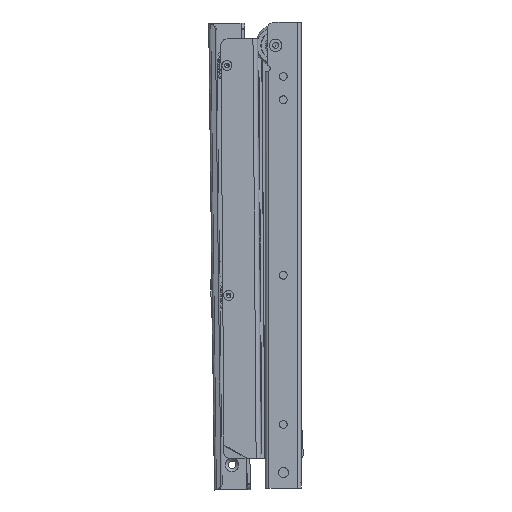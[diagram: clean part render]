
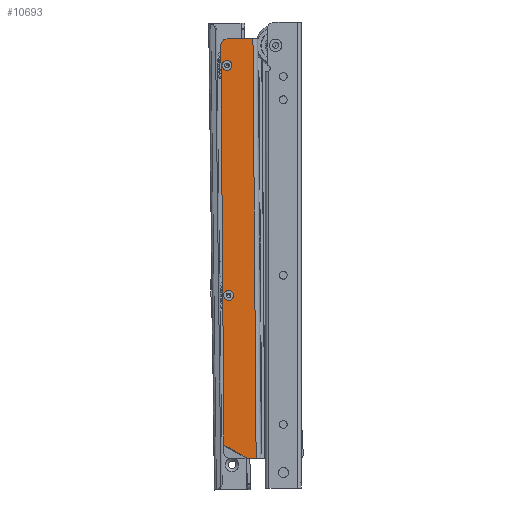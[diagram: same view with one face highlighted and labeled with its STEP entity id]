
A CAD part, left-side view. The second image highlights one B-rep face of the part: STEP entity #10693.
In plain terms, the highlighted planar face has unit normal (-1, 0, 0).
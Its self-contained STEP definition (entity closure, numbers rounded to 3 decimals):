
#680 = CARTESIAN_POINT ( 'NONE',  ( -7.5, 21.9, 0. ) ) ;
#717 = CARTESIAN_POINT ( 'NONE',  ( -7.5, 18.1, -165. ) ) ;
#1346 = FACE_OUTER_BOUND ( 'NONE', #64510, .T. ) ;
#1712 = DIRECTION ( 'NONE',  ( 0., -1., 0. ) ) ;
#2921 = ORIENTED_EDGE ( 'NONE', *, *, #27586, .T. ) ;
#3197 = EDGE_CURVE ( 'NONE', #59587, #7234, #46015, .T. ) ;
#3286 = CIRCLE ( 'NONE', #29581, 3.2 ) ;
#4643 = CARTESIAN_POINT ( 'NONE',  ( -7.5, 18.1, -165. ) ) ;
#5052 = VERTEX_POINT ( 'NONE', #15705 ) ;
#5620 = CARTESIAN_POINT ( 'NONE',  ( -7.5, 21.9, -4. ) ) ;
#7154 = LINE ( 'NONE', #680, #66785 ) ;
#7234 = VERTEX_POINT ( 'NONE', #5620 ) ;
#7237 = CIRCLE ( 'NONE', #45636, 3.2 ) ;
#8322 = DIRECTION ( 'NONE',  ( 1., 0., 0. ) ) ;
#9262 = ORIENTED_EDGE ( 'NONE', *, *, #53094, .F. ) ;
#9450 = CARTESIAN_POINT ( 'NONE',  ( -7.5, 17.9, 0. ) ) ;
#10238 = DIRECTION ( 'NONE',  ( 0., -1., 0. ) ) ;
#10693 = ADVANCED_FACE ( 'NONE', ( #31490, #53506, #1346 ), #26383, .T. ) ;
#12274 = EDGE_CURVE ( 'NONE', #5052, #39515, #21764, .T. ) ;
#13194 = ORIENTED_EDGE ( 'NONE', *, *, #12274, .F. ) ;
#13901 = VERTEX_POINT ( 'NONE', #35890 ) ;
#14849 = ORIENTED_EDGE ( 'NONE', *, *, #18330, .T. ) ;
#15641 = DIRECTION ( 'NONE',  ( 1., 0., 0. ) ) ;
#15705 = CARTESIAN_POINT ( 'NONE',  ( -7.5, 6.783, -270. ) ) ;
#16435 = DIRECTION ( 'NONE',  ( 0., -1., 0. ) ) ;
#16618 = CARTESIAN_POINT ( 'NONE',  ( -7.5, 18.121, -263.454 ) ) ;
#17029 = AXIS2_PLACEMENT_3D ( 'NONE', #27058, #27406, #16435 ) ;
#17877 = DIRECTION ( 'NONE',  ( 0., 0., 1. ) ) ;
#17978 = CARTESIAN_POINT ( 'NONE',  ( -7.5, 18.1, -17. ) ) ;
#18330 = EDGE_CURVE ( 'NONE', #20469, #29980, #29563, .T. ) ;
#20469 = VERTEX_POINT ( 'NONE', #50251 ) ;
#21764 = LINE ( 'NONE', #16618, #25215 ) ;
#24056 = AXIS2_PLACEMENT_3D ( 'NONE', #41171, #56655, #10238 ) ;
#25215 = VECTOR ( 'NONE', #48866, 1000. ) ;
#25967 = CARTESIAN_POINT ( 'NONE',  ( -7.5, 18.1, -17. ) ) ;
#26383 = PLANE ( 'NONE',  #17029 ) ;
#27058 = CARTESIAN_POINT ( 'NONE',  ( -7.5, 21.9, -270. ) ) ;
#27406 = DIRECTION ( 'NONE',  ( -1., 0., 0. ) ) ;
#27586 = EDGE_CURVE ( 'NONE', #52240, #54554, #3286, .T. ) ;
#28463 = AXIS2_PLACEMENT_3D ( 'NONE', #4643, #15641, #46535 ) ;
#29227 = CARTESIAN_POINT ( 'NONE',  ( -7.5, 18.1, -13.8 ) ) ;
#29563 = CIRCLE ( 'NONE', #52604, 3.2 ) ;
#29581 = AXIS2_PLACEMENT_3D ( 'NONE', #17978, #8322, #54723 ) ;
#29980 = VERTEX_POINT ( 'NONE', #40219 ) ;
#30336 = CARTESIAN_POINT ( 'NONE',  ( -7.5, 21.9, -270. ) ) ;
#31490 = FACE_BOUND ( 'NONE', #54496, .T. ) ;
#32250 = VECTOR ( 'NONE', #66823, 1000. ) ;
#33584 = ORIENTED_EDGE ( 'NONE', *, *, #42591, .F. ) ;
#34946 = DIRECTION ( 'NONE',  ( 1., 0., 0. ) ) ;
#35890 = CARTESIAN_POINT ( 'NONE',  ( -7.5, 1.225, -270. ) ) ;
#36396 = DIRECTION ( 'NONE',  ( 0., -1., 0. ) ) ;
#36461 = DIRECTION ( 'NONE',  ( 0., 0., 1. ) ) ;
#36820 = EDGE_CURVE ( 'NONE', #5052, #13901, #52319, .T. ) ;
#37382 = CARTESIAN_POINT ( 'NONE',  ( -7.5, 18.1, -20.2 ) ) ;
#38122 = LINE ( 'NONE', #43610, #46050 ) ;
#38899 = ORIENTED_EDGE ( 'NONE', *, *, #61587, .T. ) ;
#39515 = VERTEX_POINT ( 'NONE', #55080 ) ;
#40219 = CARTESIAN_POINT ( 'NONE',  ( -7.5, 18.1, -168.2 ) ) ;
#40530 = CIRCLE ( 'NONE', #28463, 3.2 ) ;
#41171 = CARTESIAN_POINT ( 'NONE',  ( -7.5, 17.9, -4. ) ) ;
#41980 = CARTESIAN_POINT ( 'NONE',  ( -7.5, 21.9, -270. ) ) ;
#42591 = EDGE_CURVE ( 'NONE', #39515, #7234, #62961, .T. ) ;
#43610 = CARTESIAN_POINT ( 'NONE',  ( -7.5, 1.225, -270. ) ) ;
#44138 = VERTEX_POINT ( 'NONE', #50345 ) ;
#44682 = ORIENTED_EDGE ( 'NONE', *, *, #66535, .T. ) ;
#45049 = ORIENTED_EDGE ( 'NONE', *, *, #54092, .T. ) ;
#45636 = AXIS2_PLACEMENT_3D ( 'NONE', #25967, #34946, #55928 ) ;
#46015 = CIRCLE ( 'NONE', #24056, 4. ) ;
#46050 = VECTOR ( 'NONE', #17877, 1000. ) ;
#46535 = DIRECTION ( 'NONE',  ( 0., -1., 0. ) ) ;
#48866 = DIRECTION ( 'NONE',  ( 0., 0.866, 0.5 ) ) ;
#50251 = CARTESIAN_POINT ( 'NONE',  ( -7.5, 18.1, -161.8 ) ) ;
#50345 = CARTESIAN_POINT ( 'NONE',  ( -7.5, 1.225, 0. ) ) ;
#52240 = VERTEX_POINT ( 'NONE', #37382 ) ;
#52319 = LINE ( 'NONE', #30336, #32250 ) ;
#52604 = AXIS2_PLACEMENT_3D ( 'NONE', #717, #52908, #36396 ) ;
#52908 = DIRECTION ( 'NONE',  ( 1., 0., 0. ) ) ;
#53094 = EDGE_CURVE ( 'NONE', #59587, #44138, #7154, .T. ) ;
#53506 = FACE_BOUND ( 'NONE', #57016, .T. ) ;
#53533 = VECTOR ( 'NONE', #36461, 1000. ) ;
#54092 = EDGE_CURVE ( 'NONE', #29980, #20469, #40530, .T. ) ;
#54496 = EDGE_LOOP ( 'NONE', ( #14849, #45049 ) ) ;
#54554 = VERTEX_POINT ( 'NONE', #29227 ) ;
#54723 = DIRECTION ( 'NONE',  ( 0., -1., 0. ) ) ;
#55080 = CARTESIAN_POINT ( 'NONE',  ( -7.5, 21.9, -261.272 ) ) ;
#55928 = DIRECTION ( 'NONE',  ( 0., -1., 0. ) ) ;
#56655 = DIRECTION ( 'NONE',  ( -1., 0., 0. ) ) ;
#57016 = EDGE_LOOP ( 'NONE', ( #38899, #2921 ) ) ;
#57077 = ORIENTED_EDGE ( 'NONE', *, *, #36820, .T. ) ;
#59394 = ORIENTED_EDGE ( 'NONE', *, *, #3197, .T. ) ;
#59587 = VERTEX_POINT ( 'NONE', #9450 ) ;
#61587 = EDGE_CURVE ( 'NONE', #54554, #52240, #7237, .T. ) ;
#62961 = LINE ( 'NONE', #41980, #53533 ) ;
#64510 = EDGE_LOOP ( 'NONE', ( #13194, #57077, #44682, #9262, #59394, #33584 ) ) ;
#66535 = EDGE_CURVE ( 'NONE', #13901, #44138, #38122, .T. ) ;
#66785 = VECTOR ( 'NONE', #1712, 1000. ) ;
#66823 = DIRECTION ( 'NONE',  ( 0., -1., 0. ) ) ;
